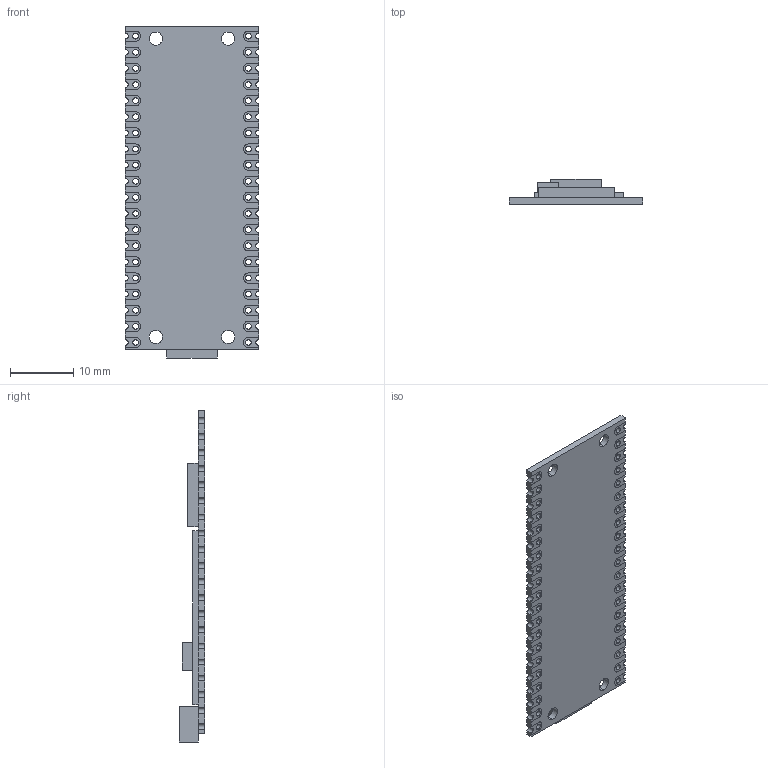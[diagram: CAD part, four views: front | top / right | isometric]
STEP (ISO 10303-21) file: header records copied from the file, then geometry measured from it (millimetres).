
FILE_DESCRIPTION (( 'STEP AP214' ), '1' );
FILE_NAME ('RasPicoW.STEP', '2023-03-19T02:26:06', ( '' ), ( '' ), 'SwSTEP 2.0', 'SolidWorks 2020', '' );
FILE_SCHEMA (( 'AUTOMOTIVE_DESIGN' ));
Length unit declared in the file: millimetre
Products named in the file (1): RasPicoW
Bounding box: 21 x 4.01 x 52.3 mm (x, y, z)
Volume: 1728.7 mm3; surface area: 2627.2 mm2
Topology: 1 solids, 1 shells, 515 faces, 1528 edges, 1018 vertices
Faces by surface type: plane 307, cylinder 208
Entity records: 23102 total; most frequent: CARTESIAN_POINT 3062, ORIENTED_EDGE 3056, DIRECTION 2976, EDGE_CURVE 1528, VECTOR 1112, LINE 1112, VERTEX_POINT 1018, AXIS2_PLACEMENT_3D 932
